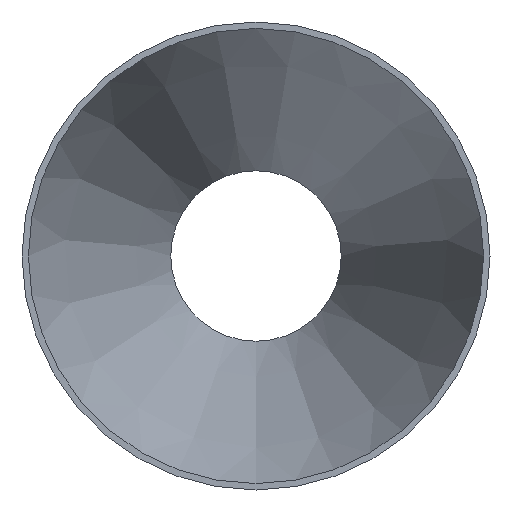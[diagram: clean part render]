
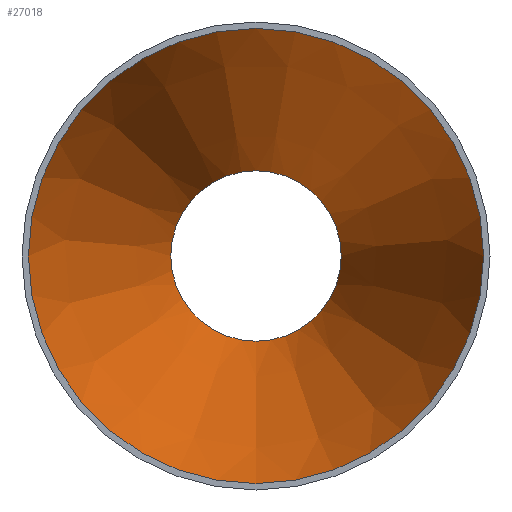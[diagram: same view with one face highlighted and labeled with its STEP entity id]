
A CAD part, front view. The second image highlights one B-rep face of the part: STEP entity #27018.
In plain terms, the highlighted conical face has half-angle 18.502 degrees and reference radius 74.891 mm.
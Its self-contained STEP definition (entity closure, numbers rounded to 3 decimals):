
#207 = VERTEX_POINT ( 'NONE', #23883 ) ;
#361 = VERTEX_POINT ( 'NONE', #2848 ) ;
#1061 = CARTESIAN_POINT ( 'NONE',  ( 0., 140., 0. ) ) ;
#2273 = CIRCLE ( 'NONE', #10142, 28.041 ) ;
#2848 = CARTESIAN_POINT ( 'NONE',  ( 0., 140., -28.041 ) ) ;
#2921 = CIRCLE ( 'NONE', #18643, 74.891 ) ;
#5172 = ORIENTED_EDGE ( 'NONE', *, *, #19811, .T. ) ;
#6380 = DIRECTION ( 'NONE',  ( 0., -1., 0. ) ) ;
#6604 = EDGE_CURVE ( 'NONE', #361, #361, #2273, .T. ) ;
#7765 = DIRECTION ( 'NONE',  ( 0., 0., -1. ) ) ;
#8092 = ORIENTED_EDGE ( 'NONE', *, *, #6604, .F. ) ;
#10142 = AXIS2_PLACEMENT_3D ( 'NONE', #1061, #29014, #15545 ) ;
#15000 = DIRECTION ( 'NONE',  ( 0., -1., 0. ) ) ;
#15545 = DIRECTION ( 'NONE',  ( 0., 0., -1. ) ) ;
#18643 = AXIS2_PLACEMENT_3D ( 'NONE', #28785, #15000, #7765 ) ;
#19811 = EDGE_CURVE ( 'NONE', #207, #207, #2921, .T. ) ;
#20668 = CARTESIAN_POINT ( 'NONE',  ( 0., 0., 0. ) ) ;
#20811 = DIRECTION ( 'NONE',  ( 0., 0., -1. ) ) ;
#22829 = FACE_BOUND ( 'NONE', #23323, .T. ) ;
#22972 = FACE_OUTER_BOUND ( 'NONE', #25431, .T. ) ;
#23323 = EDGE_LOOP ( 'NONE', ( #8092 ) ) ;
#23883 = CARTESIAN_POINT ( 'NONE',  ( 0., 0., -74.891 ) ) ;
#24382 = AXIS2_PLACEMENT_3D ( 'NONE', #20668, #6380, #20811 ) ;
#25431 = EDGE_LOOP ( 'NONE', ( #5172 ) ) ;
#27018 = ADVANCED_FACE ( 'NONE', ( #22829, #22972 ), #28302, .F. ) ;
#28302 = CONICAL_SURFACE ( 'NONE', #24382, 74.891, 0.323 ) ;
#28785 = CARTESIAN_POINT ( 'NONE',  ( 0., 0., 0. ) ) ;
#29014 = DIRECTION ( 'NONE',  ( 0., -1., 0. ) ) ;
